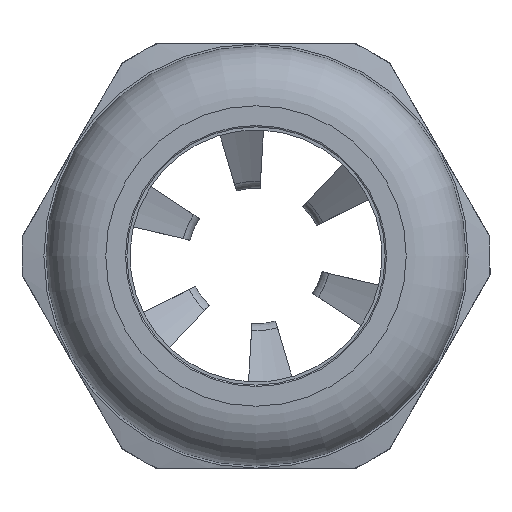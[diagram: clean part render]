
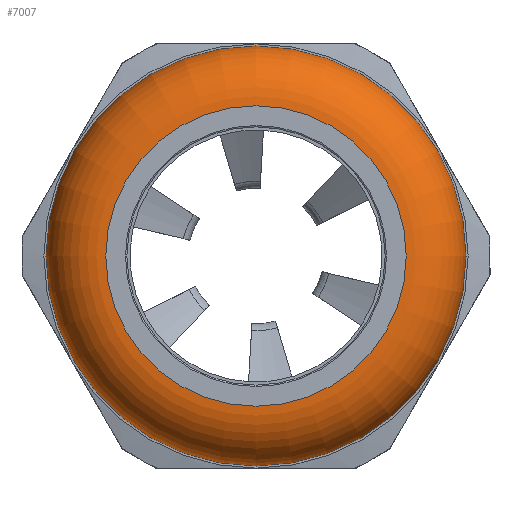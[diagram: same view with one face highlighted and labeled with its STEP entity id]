
A CAD part, left-side view. The second image highlights one B-rep face of the part: STEP entity #7007.
In plain terms, the highlighted toroidal (fillet/blend) face has major radius 10.62 mm and minor radius 4.23 mm.
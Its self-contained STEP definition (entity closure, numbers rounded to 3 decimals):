
#60=TOROIDAL_SURFACE('',#7520,10.62,4.23);
#194=FACE_BOUND('',#1307,.T.);
#455=CIRCLE('',#7516,10.62);
#457=CIRCLE('',#7521,14.85);
#888=FACE_OUTER_BOUND('',#1306,.T.);
#1306=EDGE_LOOP('',(#4808));
#1307=EDGE_LOOP('',(#4809));
#2872=VERTEX_POINT('',#12206);
#2874=VERTEX_POINT('',#12213);
#3634=EDGE_CURVE('',#2872,#2872,#455,.T.);
#3636=EDGE_CURVE('',#2874,#2874,#457,.T.);
#4808=ORIENTED_EDGE('',*,*,#3634,.T.);
#4809=ORIENTED_EDGE('',*,*,#3636,.F.);
#7007=ADVANCED_FACE('',(#888,#194),#60,.T.);
#7516=AXIS2_PLACEMENT_3D('',#12207,#8443,#8444);
#7520=AXIS2_PLACEMENT_3D('',#12212,#8451,#8452);
#7521=AXIS2_PLACEMENT_3D('',#12214,#8453,#8454);
#8443=DIRECTION('center_axis',(1.,0.,0.));
#8444=DIRECTION('ref_axis',(0.,0.,-1.));
#8451=DIRECTION('center_axis',(1.,0.,0.));
#8452=DIRECTION('ref_axis',(0.,0.,-1.));
#8453=DIRECTION('center_axis',(1.,0.,0.));
#8454=DIRECTION('ref_axis',(0.,0.,-1.));
#12206=CARTESIAN_POINT('',(-20.73,10.62,0.));
#12207=CARTESIAN_POINT('Origin',(-20.73,0.,0.));
#12212=CARTESIAN_POINT('Origin',(-16.5,0.,0.));
#12213=CARTESIAN_POINT('',(-16.5,14.85,0.));
#12214=CARTESIAN_POINT('Origin',(-16.5,0.,0.));
